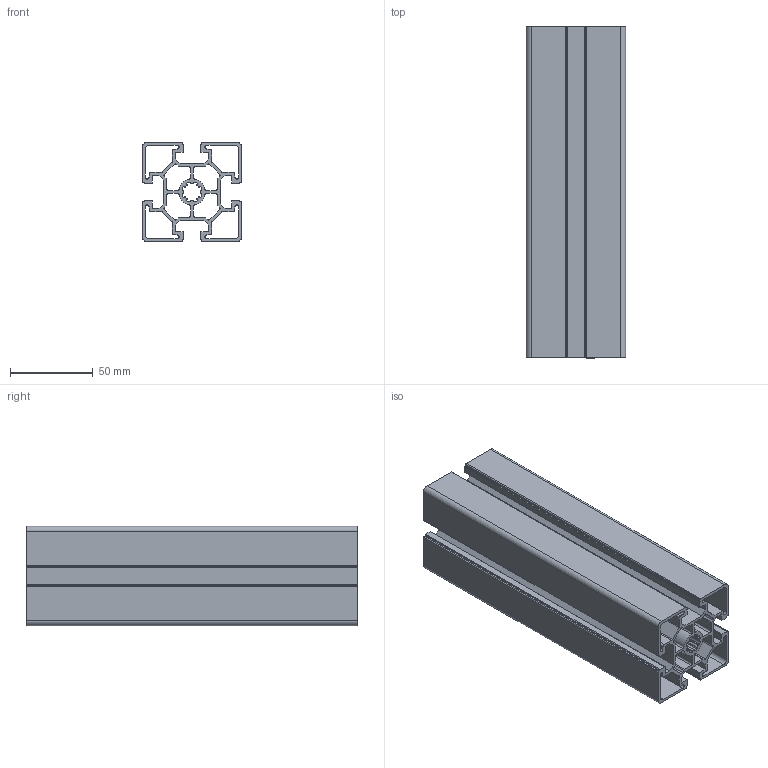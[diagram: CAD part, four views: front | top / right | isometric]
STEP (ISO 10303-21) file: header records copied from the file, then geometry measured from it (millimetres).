
FILE_DESCRIPTION(/* description */ ('Aluminiumprofil 60x60L'),/* implementation_level */ '2;1');
FILE_NAME(/* name */ 'Syskomp 411992443 Aluminiumprofil 60x60L.stp',/* time_stamp */ '2017-03-10T13:11:11+01:00',/* author */ ('wheldmann'),/* organization */ (''),/* preprocessor_version */ 'ST-DEVELOPER v16.1',/* originating_system */ 'Autodesk Inventor 2016',/* authorisation */ ' ');
FILE_SCHEMA (('AUTOMOTIVE_DESIGN { 1 0 10303 214 3 1 1 }'));
Length unit declared in the file: millimetre
Products named in the file (1): 411992443 Aluminiumprofil 60x60L - 200
Bounding box: 60 x 200 x 60 mm (x, y, z)
Volume: 190357.7 mm3; surface area: 193843.9 mm2
Topology: 1 solids, 1 shells, 274 faces, 816 edges, 544 vertices
Faces by surface type: cylinder 140, plane 134
Entity records: 9340 total; most frequent: DIRECTION 1646, CARTESIAN_POINT 1635, ORIENTED_EDGE 1632, EDGE_CURVE 816, AXIS2_PLACEMENT_3D 555, VERTEX_POINT 544, LINE 536, VECTOR 536
